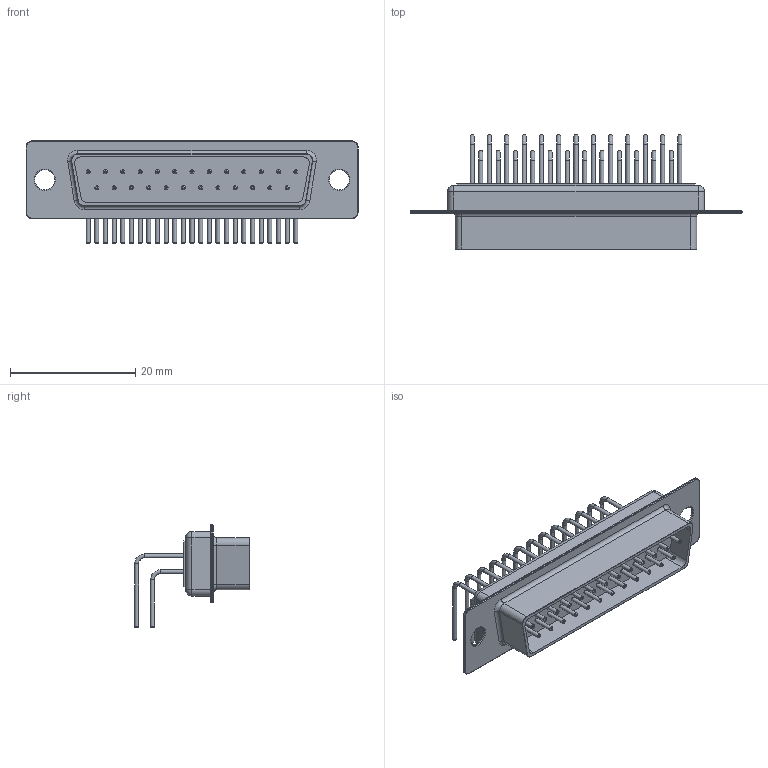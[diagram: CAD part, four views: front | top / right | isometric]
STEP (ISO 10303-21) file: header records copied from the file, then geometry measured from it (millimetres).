
FILE_DESCRIPTION(/* description */ ('model of DSUB-25_Male_Horizontal_P2.77x2.54mm_EdgePinOffset9.40mm'),/* implementation_level */ '2;1');
FILE_NAME(/* name */ 'DSUB-25_Male_Horizontal_P2.77x2.54mm_EdgePinOffset9.40mm.step',/* time_stamp */ '2024-11-10T12:14:19',/* author */ ('KiCAD','kicad'),/* organization */ ('OCCT'),/* preprocessor_version */ '',/* originating_system */ 'KiCAD',/* authorisation */ '');
FILE_SCHEMA(('AUTOMOTIVE_DESIGN { 1 0 10303 214 1 1 1 1 }'));
Length unit declared in the file: millimetre
Products named in the file (1): DSUB-25_Male_Horizontal_P2.77x2.54mm_EdgePinOffset9.40mm
Bounding box: 53.1 x 18.36 x 16.4 mm (x, y, z)
Volume: 2969.5 mm3; surface area: 3992.6 mm2
Topology: 1 solids, 2 shells, 323 faces, 651 edges, 382 vertices
Faces by surface type: cylinder 138, torus 91, plane 82, cone 4, sphere 4, revolution 4
Full cylindrical faces by diameter (mm): 0.64 x100, 3.2 x2
Entity records: 12962 total; most frequent: CARTESIAN_POINT 1791, DIRECTION 1716, ORIENTED_EDGE 1294, AXIS2_PLACEMENT_3D 749, EDGE_CURVE 647, PRESENTATION_STYLE_ASSIGNMENT 443, SURFACE_STYLE_USAGE 443, SURFACE_SIDE_STYLE 443
